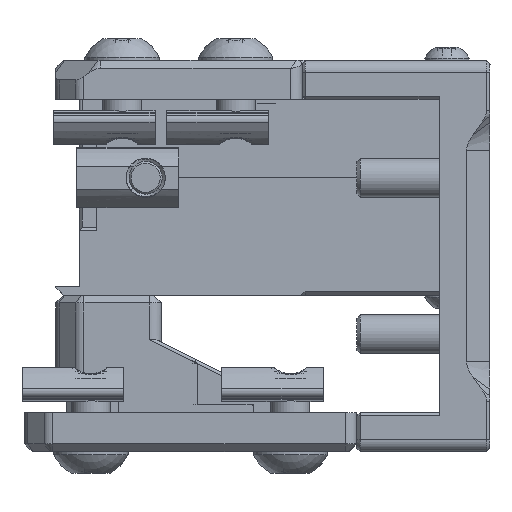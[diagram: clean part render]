
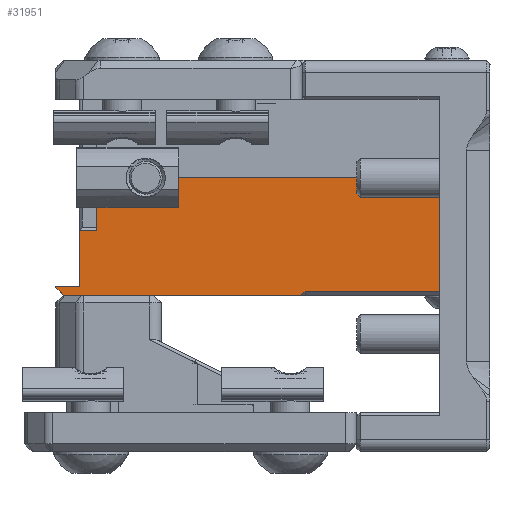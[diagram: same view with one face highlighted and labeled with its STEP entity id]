
A CAD part, left-side view. The second image highlights one B-rep face of the part: STEP entity #31951.
In plain terms, the highlighted planar face has unit normal (-1, 0, 0).
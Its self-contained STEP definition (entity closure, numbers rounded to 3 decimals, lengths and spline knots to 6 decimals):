
#204=B_SPLINE_CURVE_WITH_KNOTS('',3,(#51801,#51802,#51803,#51804),
 .UNSPECIFIED.,.F.,.F.,(4,4),(0.,0.000775),.UNSPECIFIED.);
#207=B_SPLINE_CURVE_WITH_KNOTS('',3,(#51845,#51846,#51847,#51848,#51849),
 .UNSPECIFIED.,.F.,.F.,(4,1,4),(0.001321,0.001728,
0.002135),.UNSPECIFIED.);
#2202=CIRCLE('',#35191,0.0026);
#5228=ORIENTED_EDGE('',*,*,#13586,.F.);
#5229=ORIENTED_EDGE('',*,*,#13576,.F.);
#5230=ORIENTED_EDGE('',*,*,#13580,.F.);
#5231=ORIENTED_EDGE('',*,*,#13588,.T.);
#5232=ORIENTED_EDGE('',*,*,#13589,.F.);
#5233=ORIENTED_EDGE('',*,*,#13520,.T.);
#5234=ORIENTED_EDGE('',*,*,#13590,.F.);
#5235=ORIENTED_EDGE('',*,*,#13591,.F.);
#5236=ORIENTED_EDGE('',*,*,#13527,.T.);
#5237=ORIENTED_EDGE('',*,*,#13592,.T.);
#5238=ORIENTED_EDGE('',*,*,#13593,.F.);
#5239=ORIENTED_EDGE('',*,*,#13594,.F.);
#5240=ORIENTED_EDGE('',*,*,#13490,.T.);
#5241=ORIENTED_EDGE('',*,*,#13595,.T.);
#13490=EDGE_CURVE('',#17785,#17806,#20749,.T.);
#13520=EDGE_CURVE('',#17834,#17833,#20759,.T.);
#13527=EDGE_CURVE('',#17839,#17840,#20766,.T.);
#13576=EDGE_CURVE('',#17874,#17875,#204,.T.);
#13580=EDGE_CURVE('',#17877,#17874,#20804,.T.);
#13586=EDGE_CURVE('',#17875,#17881,#20808,.T.);
#13588=EDGE_CURVE('',#17877,#17882,#20810,.T.);
#13589=EDGE_CURVE('',#17834,#17882,#2202,.T.);
#13590=EDGE_CURVE('',#17883,#17833,#20811,.T.);
#13591=EDGE_CURVE('',#17839,#17883,#20812,.T.);
#13592=EDGE_CURVE('',#17840,#17884,#20813,.T.);
#13593=EDGE_CURVE('',#17885,#17884,#20814,.T.);
#13594=EDGE_CURVE('',#17785,#17885,#20815,.T.);
#13595=EDGE_CURVE('',#17806,#17881,#207,.T.);
#17785=VERTEX_POINT('',#51566);
#17806=VERTEX_POINT('',#51608);
#17833=VERTEX_POINT('',#51679);
#17834=VERTEX_POINT('',#51681);
#17839=VERTEX_POINT('',#51695);
#17840=VERTEX_POINT('',#51696);
#17874=VERTEX_POINT('',#51805);
#17875=VERTEX_POINT('',#51806);
#17877=VERTEX_POINT('',#51819);
#17881=VERTEX_POINT('',#51831);
#17882=VERTEX_POINT('',#51835);
#17883=VERTEX_POINT('',#51838);
#17884=VERTEX_POINT('',#51841);
#17885=VERTEX_POINT('',#51843);
#20749=LINE('',#51609,#23086);
#20759=LINE('',#51680,#23096);
#20766=LINE('',#51694,#23103);
#20804=LINE('',#51818,#23141);
#20808=LINE('',#51830,#23145);
#20810=LINE('',#51834,#23147);
#20811=LINE('',#51837,#23148);
#20812=LINE('',#51839,#23149);
#20813=LINE('',#51840,#23150);
#20814=LINE('',#51842,#23151);
#20815=LINE('',#51844,#23152);
#23086=VECTOR('',#40104,1.);
#23096=VECTOR('',#40158,1.);
#23103=VECTOR('',#40169,1.);
#23141=VECTOR('',#40257,1.);
#23145=VECTOR('',#40269,1.);
#23147=VECTOR('',#40273,1.);
#23148=VECTOR('',#40276,1.);
#23149=VECTOR('',#40277,1.);
#23150=VECTOR('',#40278,1.);
#23151=VECTOR('',#40279,1.);
#23152=VECTOR('',#40280,1.);
#25511=EDGE_LOOP('',(#5228,#5229,#5230,#5231,#5232,#5233,#5234,#5235,#5236,
#5237,#5238,#5239,#5240,#5241));
#28305=FACE_BOUND('',#25511,.T.);
#30841=PLANE('',#35190);
#31951=ADVANCED_FACE('',(#28305),#30841,.F.);
#35190=AXIS2_PLACEMENT_3D('',#51833,#40271,#40272);
#35191=AXIS2_PLACEMENT_3D('',#51836,#40274,#40275);
#40104=DIRECTION('',(0.,-1.,0.));
#40158=DIRECTION('',(0.,1.,0.));
#40169=DIRECTION('',(0.,0.,-1.));
#40257=DIRECTION('',(0.,0.,-1.));
#40269=DIRECTION('',(0.,1.,0.));
#40271=DIRECTION('',(1.,0.,0.));
#40272=DIRECTION('',(0.,-1.,0.));
#40273=DIRECTION('',(0.,1.,0.));
#40274=DIRECTION('',(-1.,0.,0.));
#40275=DIRECTION('',(0.,-1.,0.));
#40276=DIRECTION('',(0.,0.,1.));
#40277=DIRECTION('',(0.,-1.,0.));
#40278=DIRECTION('',(0.,1.,0.));
#40279=DIRECTION('',(0.,0.,1.));
#40280=DIRECTION('',(0.,0.707,0.707));
#51566=CARTESIAN_POINT('',(-0.1836,-0.173,0.135));
#51608=CARTESIAN_POINT('',(-0.1836,-0.203207,0.135));
#51609=CARTESIAN_POINT('',(-0.1836,-0.1935,0.135));
#51679=CARTESIAN_POINT('',(-0.1836,-0.17725,0.15));
#51680=CARTESIAN_POINT('',(-0.1836,-0.1635,0.15));
#51681=CARTESIAN_POINT('',(-0.1836,-0.1809,0.15));
#51694=CARTESIAN_POINT('',(-0.1836,-0.175,0.155));
#51695=CARTESIAN_POINT('',(-0.1836,-0.175,0.1433));
#51696=CARTESIAN_POINT('',(-0.1836,-0.175,0.1361));
#51801=CARTESIAN_POINT('',(-0.1836,-0.222742,0.13562));
#51802=CARTESIAN_POINT('',(-0.1836,-0.222513,0.135497));
#51803=CARTESIAN_POINT('',(-0.1836,-0.222265,0.135402));
#51804=CARTESIAN_POINT('',(-0.1836,-0.222002,0.1354));
#51805=CARTESIAN_POINT('',(-0.1836,-0.222742,0.13562));
#51806=CARTESIAN_POINT('',(-0.1836,-0.222002,0.1354));
#51818=CARTESIAN_POINT('',(-0.1836,-0.222743,0.1355));
#51819=CARTESIAN_POINT('',(-0.1836,-0.222743,0.15));
#51830=CARTESIAN_POINT('',(-0.1836,-0.1785,0.1354));
#51831=CARTESIAN_POINT('',(-0.1836,-0.2039,0.1354));
#51833=CARTESIAN_POINT('',(-0.1836,-0.1635,0.155));
#51834=CARTESIAN_POINT('',(-0.1836,-0.1795,0.15));
#51835=CARTESIAN_POINT('',(-0.1836,-0.1861,0.15));
#51836=CARTESIAN_POINT('',(-0.1836,-0.1835,0.15));
#51837=CARTESIAN_POINT('',(-0.1836,-0.17725,0.1472));
#51838=CARTESIAN_POINT('',(-0.1836,-0.17725,0.1433));
#51839=CARTESIAN_POINT('',(-0.1836,-0.1635,0.1433));
#51840=CARTESIAN_POINT('',(-0.1836,-0.1635,0.1361));
#51841=CARTESIAN_POINT('',(-0.1836,-0.172,0.1361));
#51842=CARTESIAN_POINT('',(-0.1836,-0.172,0.17));
#51843=CARTESIAN_POINT('',(-0.1836,-0.172,0.136));
#51844=CARTESIAN_POINT('',(-0.1836,-0.1725,0.1355));
#51845=CARTESIAN_POINT('',(-0.1836,-0.203207,0.135));
#51846=CARTESIAN_POINT('',(-0.1836,-0.20331,0.135089));
#51847=CARTESIAN_POINT('',(-0.1836,-0.203515,0.13526));
#51848=CARTESIAN_POINT('',(-0.1836,-0.203764,0.1354));
#51849=CARTESIAN_POINT('',(-0.1836,-0.2039,0.1354));
